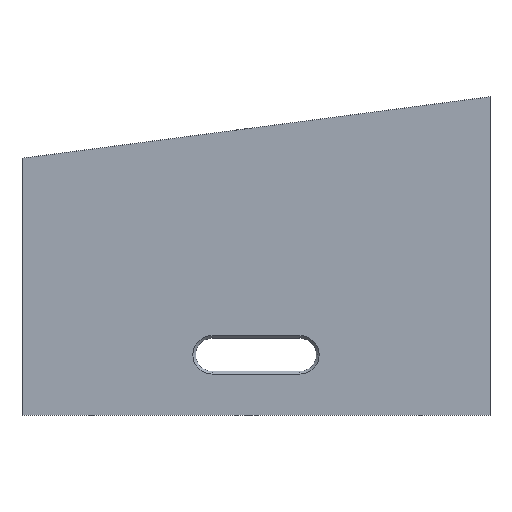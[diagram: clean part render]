
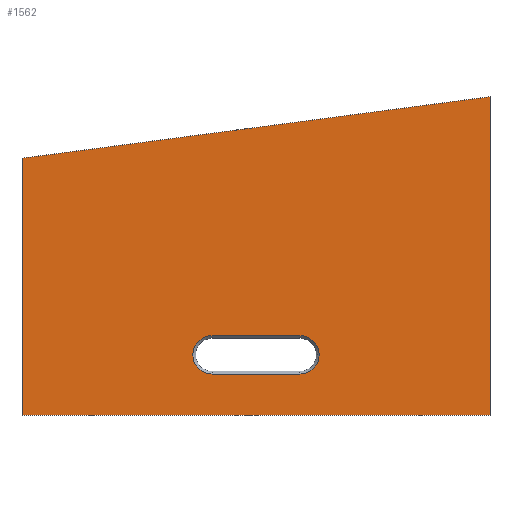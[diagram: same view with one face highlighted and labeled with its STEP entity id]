
A CAD part, top view. The second image highlights one B-rep face of the part: STEP entity #1562.
In plain terms, the highlighted planar face has unit normal (0, 0, 1).
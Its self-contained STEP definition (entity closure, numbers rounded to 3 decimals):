
#43 = ORIENTED_EDGE ( 'NONE', *, *, #628, .T. ) ;
#71 = VERTEX_POINT ( 'NONE', #293 ) ;
#92 = LINE ( 'NONE', #1222, #491 ) ;
#175 = PLANE ( 'NONE',  #1585 ) ;
#185 = DIRECTION ( 'NONE',  ( 1., 0., 0. ) ) ;
#188 = LINE ( 'NONE', #1299, #1413 ) ;
#205 = CARTESIAN_POINT ( 'NONE',  ( -173., 37.5, 10. ) ) ;
#217 = VERTEX_POINT ( 'NONE', #950 ) ;
#290 = DIRECTION ( 'NONE',  ( -0.991, -0.13, 0. ) ) ;
#293 = CARTESIAN_POINT ( 'NONE',  ( 0., 0., 10. ) ) ;
#351 = CARTESIAN_POINT ( 'NONE',  ( -173., 72.5, 10. ) ) ;
#352 = EDGE_CURVE ( 'NONE', #1138, #1395, #1321, .T. ) ;
#363 = DIRECTION ( 'NONE',  ( 1., 0., 0. ) ) ;
#396 = ORIENTED_EDGE ( 'NONE', *, *, #1015, .T. ) ;
#475 = CARTESIAN_POINT ( 'NONE',  ( -173., 55., 10. ) ) ;
#491 = VECTOR ( 'NONE', #1564, 1000. ) ;
#587 = VECTOR ( 'NONE', #1217, 1000. ) ;
#628 = EDGE_CURVE ( 'NONE', #1636, #71, #945, .T. ) ;
#640 = EDGE_CURVE ( 'NONE', #1395, #1107, #92, .T. ) ;
#646 = LINE ( 'NONE', #351, #587 ) ;
#685 = VECTOR ( 'NONE', #290, 1000. ) ;
#696 = CARTESIAN_POINT ( 'NONE',  ( -253., 37.5, 10. ) ) ;
#704 = CARTESIAN_POINT ( 'NONE',  ( -155.5, 55., 10. ) ) ;
#707 = ORIENTED_EDGE ( 'NONE', *, *, #1622, .T. ) ;
#726 = DIRECTION ( 'NONE',  ( 1., 0., 0. ) ) ;
#776 = AXIS2_PLACEMENT_3D ( 'NONE', #1303, #1428, #1269 ) ;
#781 = CARTESIAN_POINT ( 'NONE',  ( -253., 55., 10. ) ) ;
#802 = EDGE_CURVE ( 'NONE', #1425, #1636, #1196, .T. ) ;
#809 = LINE ( 'NONE', #1386, #685 ) ;
#823 = VERTEX_POINT ( 'NONE', #1555 ) ;
#845 = AXIS2_PLACEMENT_3D ( 'NONE', #475, #1330, #726 ) ;
#923 = ORIENTED_EDGE ( 'NONE', *, *, #640, .T. ) ;
#933 = VECTOR ( 'NONE', #1762, 1000. ) ;
#943 = EDGE_CURVE ( 'NONE', #71, #1422, #188, .T. ) ;
#944 = EDGE_LOOP ( 'NONE', ( #1131, #1702, #1389, #43 ) ) ;
#945 = LINE ( 'NONE', #956, #1532 ) ;
#950 = CARTESIAN_POINT ( 'NONE',  ( -173., 72.5, 10. ) ) ;
#956 = CARTESIAN_POINT ( 'NONE',  ( 0., 0., 10. ) ) ;
#1015 = EDGE_CURVE ( 'NONE', #823, #217, #646, .T. ) ;
#1041 = CARTESIAN_POINT ( 'NONE',  ( 0., 290., 10. ) ) ;
#1065 = ORIENTED_EDGE ( 'NONE', *, *, #352, .T. ) ;
#1069 = CIRCLE ( 'NONE', #1693, 17.5 ) ;
#1107 = VERTEX_POINT ( 'NONE', #696 ) ;
#1127 = EDGE_LOOP ( 'NONE', ( #923, #707, #396, #1360, #1065 ) ) ;
#1131 = ORIENTED_EDGE ( 'NONE', *, *, #943, .T. ) ;
#1138 = VERTEX_POINT ( 'NONE', #704 ) ;
#1161 = CARTESIAN_POINT ( 'NONE',  ( 0., 0., 10. ) ) ;
#1196 = LINE ( 'NONE', #1487, #933 ) ;
#1212 = DIRECTION ( 'NONE',  ( 0., 0., -1. ) ) ;
#1217 = DIRECTION ( 'NONE',  ( 1., 0., 0. ) ) ;
#1222 = CARTESIAN_POINT ( 'NONE',  ( -253., 37.5, 10. ) ) ;
#1269 = DIRECTION ( 'NONE',  ( 1., 0., 0. ) ) ;
#1299 = CARTESIAN_POINT ( 'NONE',  ( 0., 0., 10. ) ) ;
#1300 = FACE_OUTER_BOUND ( 'NONE', #944, .T. ) ;
#1303 = CARTESIAN_POINT ( 'NONE',  ( -173., 55., 10. ) ) ;
#1321 = CIRCLE ( 'NONE', #776, 17.5 ) ;
#1330 = DIRECTION ( 'NONE',  ( 0., 0., -1. ) ) ;
#1337 = DIRECTION ( 'NONE',  ( 1., 0., 0. ) ) ;
#1360 = ORIENTED_EDGE ( 'NONE', *, *, #1483, .T. ) ;
#1386 = CARTESIAN_POINT ( 'NONE',  ( 0., 290., 10. ) ) ;
#1389 = ORIENTED_EDGE ( 'NONE', *, *, #802, .T. ) ;
#1395 = VERTEX_POINT ( 'NONE', #205 ) ;
#1413 = VECTOR ( 'NONE', #1605, 1000. ) ;
#1422 = VERTEX_POINT ( 'NONE', #1041 ) ;
#1425 = VERTEX_POINT ( 'NONE', #1501 ) ;
#1428 = DIRECTION ( 'NONE',  ( 0., 0., -1. ) ) ;
#1455 = DIRECTION ( 'NONE',  ( 0., 0., 1. ) ) ;
#1483 = EDGE_CURVE ( 'NONE', #217, #1138, #1647, .T. ) ;
#1487 = CARTESIAN_POINT ( 'NONE',  ( -426., 0., 10. ) ) ;
#1501 = CARTESIAN_POINT ( 'NONE',  ( -426., 234., 10. ) ) ;
#1532 = VECTOR ( 'NONE', #363, 1000. ) ;
#1555 = CARTESIAN_POINT ( 'NONE',  ( -253., 72.5, 10. ) ) ;
#1562 = ADVANCED_FACE ( 'NONE', ( #1752, #1300 ), #175, .T. ) ;
#1564 = DIRECTION ( 'NONE',  ( -1., 0., 0. ) ) ;
#1585 = AXIS2_PLACEMENT_3D ( 'NONE', #1161, #1455, #185 ) ;
#1605 = DIRECTION ( 'NONE',  ( 0., 1., 0. ) ) ;
#1622 = EDGE_CURVE ( 'NONE', #1107, #823, #1069, .T. ) ;
#1636 = VERTEX_POINT ( 'NONE', #1648 ) ;
#1647 = CIRCLE ( 'NONE', #845, 17.5 ) ;
#1648 = CARTESIAN_POINT ( 'NONE',  ( -426., 0., 10. ) ) ;
#1693 = AXIS2_PLACEMENT_3D ( 'NONE', #781, #1212, #1337 ) ;
#1702 = ORIENTED_EDGE ( 'NONE', *, *, #1743, .T. ) ;
#1743 = EDGE_CURVE ( 'NONE', #1422, #1425, #809, .T. ) ;
#1752 = FACE_BOUND ( 'NONE', #1127, .T. ) ;
#1762 = DIRECTION ( 'NONE',  ( 0., -1., 0. ) ) ;
